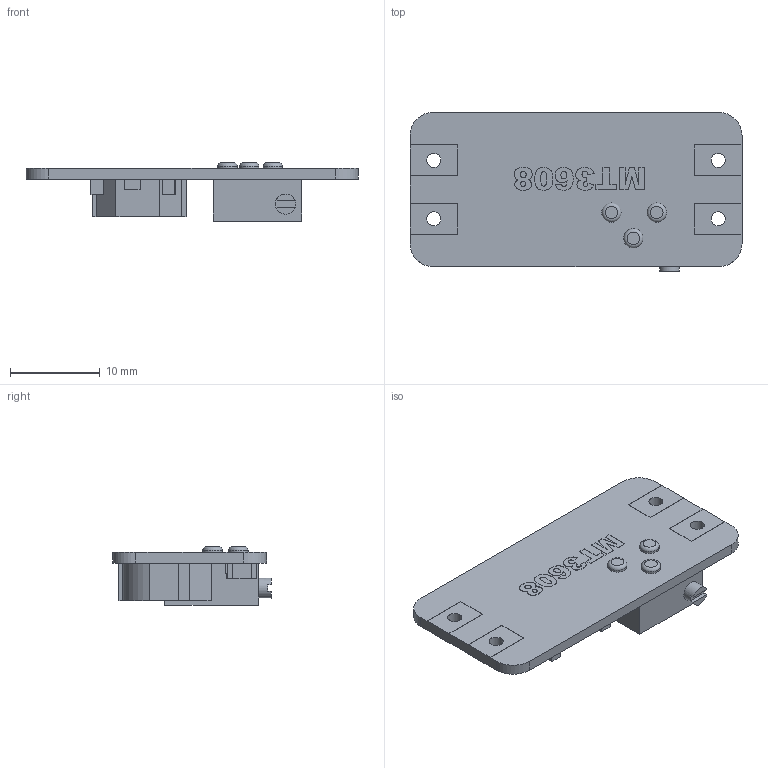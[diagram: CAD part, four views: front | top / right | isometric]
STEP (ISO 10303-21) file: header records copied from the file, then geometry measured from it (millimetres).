
FILE_DESCRIPTION(/* description */ ('Unknown'),/* implementation_level */ '2;1');
FILE_NAME(/* name */ 'MT3608-Module',/* time_stamp */ '2016-11-16T14:51:25-05:00',/* author */ ('Unknown'),/* organization */ ('Unknown'),/* preprocessor_version */ 'ST-DEVELOPER v16',/* originating_system */ 'DEX',/* authorisation */ $);
FILE_SCHEMA (('AUTOMOTIVE_DESIGN {1 0 10303 214 3 1 1}'));
Length unit declared in the file: millimetre
Products named in the file (1): MT3608-Module
Bounding box: 37.01 x 17.71 x 6.5 mm (x, y, z)
Volume: 1627.2 mm3; surface area: 1873.5 mm2
Topology: 1 solids, 1 shells, 313 faces, 807 edges, 537 vertices
Faces by surface type: plane 274, bspline 21, cylinder 15, torus 3
Full cylindrical faces by diameter (mm): 1.575 x4, 2.159 x3, 2.248 x1, 6.553 x1, 8.174 x1
Entity records: 13248 total; most frequent: CARTESIAN_POINT 4106, ORIENTED_EDGE 1564, DIRECTION 1095, EDGE_CURVE 782, VERTEX_POINT 534, LINE 437, VECTOR 437, EDGE_LOOP 384
